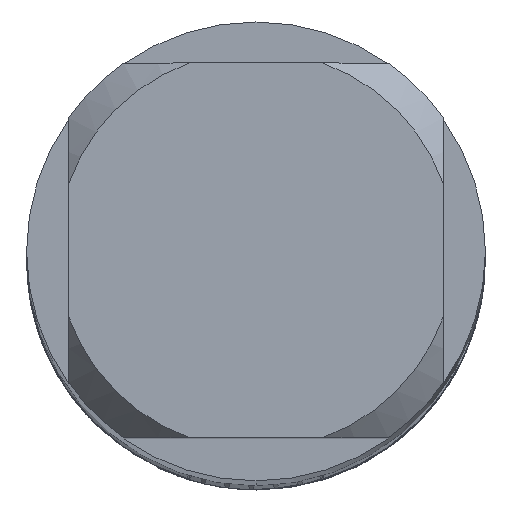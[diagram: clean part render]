
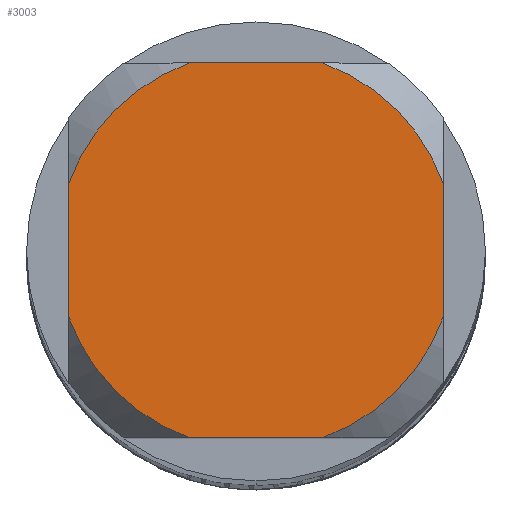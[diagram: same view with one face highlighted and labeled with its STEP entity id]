
A CAD part, top view. The second image highlights one B-rep face of the part: STEP entity #3003.
In plain terms, the highlighted planar face has unit normal (0, 0, 1).
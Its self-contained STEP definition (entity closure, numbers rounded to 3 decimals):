
#1539=VERTEX_POINT('',#4407);
#1725=EDGE_CURVE('',#3793,#3979,#4616,.T.);
#1801=EDGE_CURVE('',#2131,#3979,#4698,.T.);
#2019=EDGE_CURVE('',#3413,#2067,#4933,.T.);
#2037=VERTEX_POINT('',#4951);
#2067=VERTEX_POINT('',#4983);
#2083=EDGE_CURVE('',#3793,#2067,#5002,.T.);
#2131=VERTEX_POINT('',#5052);
#3003=ADVANCED_FACE('',(#6005),#6006,.T.);
#3171=EDGE_CURVE('',#3413,#1539,#6190,.T.);
#3413=VERTEX_POINT('',#6457);
#3449=EDGE_CURVE('',#3553,#1539,#6496,.T.);
#3553=VERTEX_POINT('',#6610);
#3753=EDGE_CURVE('',#3553,#2037,#6823,.T.);
#3793=VERTEX_POINT('',#6864);
#3929=EDGE_CURVE('',#2131,#2037,#7010,.T.);
#3979=VERTEX_POINT('',#7070);
#4407=CARTESIAN_POINT('',(2.45,0.87,0.0));
#4616=CIRCLE('',#8203,2.6);
#4698=LINE('',#8380,#8381);
#4933=CIRCLE('',#8931,2.6);
#4951=CARTESIAN_POINT('',(-0.87,2.45,0.0));
#4983=CARTESIAN_POINT('',(0.87,-2.45,0.0));
#5002=LINE('',#9036,#9037);
#5052=CARTESIAN_POINT('',(-2.45,0.87,0.0));
#6005=FACE_OUTER_BOUND('',#11458,.T.);
#6006=PLANE('',#11459);
#6190=LINE('',#11899,#11900);
#6457=CARTESIAN_POINT('',(2.45,-0.87,0.0));
#6496=CIRCLE('',#12768,2.6);
#6610=CARTESIAN_POINT('',(0.87,2.45,0.0));
#6823=LINE('',#13441,#13442);
#6864=CARTESIAN_POINT('',(-0.87,-2.45,0.0));
#7010=CIRCLE('',#13900,2.6);
#7070=CARTESIAN_POINT('',(-2.45,-0.87,0.0));
#8203=AXIS2_PLACEMENT_3D('',#15523,#15524,#15525);
#8380=CARTESIAN_POINT('',(-2.45,0.65,0.0));
#8381=VECTOR('',#15593,1.0);
#8931=AXIS2_PLACEMENT_3D('',#15815,#15816,#15817);
#9036=CARTESIAN_POINT('',(0.0,-2.45,0.0));
#9037=VECTOR('',#15886,1.0);
#11458=EDGE_LOOP('',(#16966,#16967,#16968,#16969,#16970,#16971,#16972,#16973));
#11459=AXIS2_PLACEMENT_3D('',#16974,#16975,#16976);
#11899=CARTESIAN_POINT('',(2.45,0.65,0.0));
#11900=VECTOR('',#17148,1.0);
#12768=AXIS2_PLACEMENT_3D('',#17476,#17477,#17478);
#13441=CARTESIAN_POINT('',(0.0,2.45,0.0));
#13442=VECTOR('',#17783,1.0);
#13900=AXIS2_PLACEMENT_3D('',#17934,#17935,#17936);
#15523=CARTESIAN_POINT('',(0.0,0.0,0.0));
#15524=DIRECTION('',(0.0,0.0,-1.0));
#15525=DIRECTION('',(0.0,1.0,0.0));
#15593=DIRECTION('',(-0.0,-1.0,0.0));
#15815=CARTESIAN_POINT('',(0.0,0.0,0.0));
#15816=DIRECTION('',(0.0,0.0,-1.0));
#15817=DIRECTION('',(0.0,1.0,0.0));
#15886=DIRECTION('',(1.0,0.0,0.0));
#16966=ORIENTED_EDGE('',*,*,#1801,.T.);
#16967=ORIENTED_EDGE('',*,*,#1725,.F.);
#16968=ORIENTED_EDGE('',*,*,#2083,.T.);
#16969=ORIENTED_EDGE('',*,*,#2019,.F.);
#16970=ORIENTED_EDGE('',*,*,#3171,.T.);
#16971=ORIENTED_EDGE('',*,*,#3449,.F.);
#16972=ORIENTED_EDGE('',*,*,#3753,.T.);
#16973=ORIENTED_EDGE('',*,*,#3929,.F.);
#16974=CARTESIAN_POINT('',(0.0,1.3,0.0));
#16975=DIRECTION('',(-0.0,0.0,1.0));
#16976=DIRECTION('',(0.0,-1.0,0.0));
#17148=DIRECTION('',(-0.0,1.0,0.0));
#17476=CARTESIAN_POINT('',(0.0,0.0,0.0));
#17477=DIRECTION('',(0.0,0.0,-1.0));
#17478=DIRECTION('',(0.0,1.0,0.0));
#17783=DIRECTION('',(-1.0,0.0,0.0));
#17934=CARTESIAN_POINT('',(0.0,0.0,0.0));
#17935=DIRECTION('',(0.0,0.0,-1.0));
#17936=DIRECTION('',(0.0,1.0,0.0));
